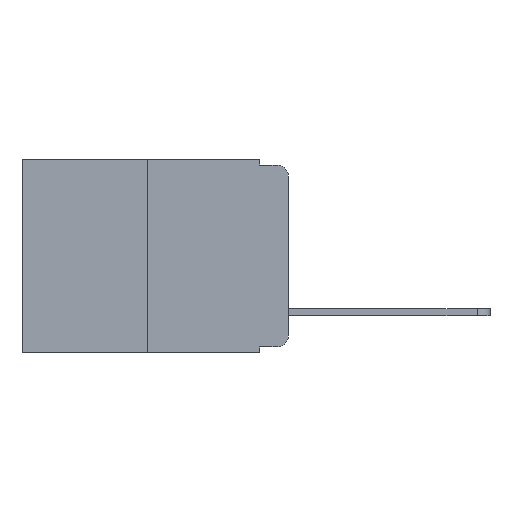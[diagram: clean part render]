
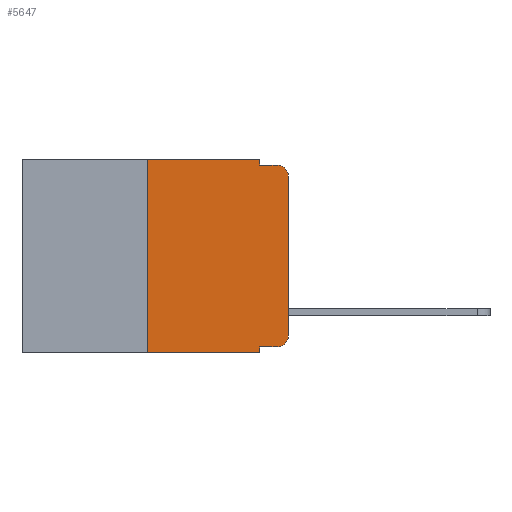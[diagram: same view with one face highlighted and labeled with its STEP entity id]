
A CAD part, left-side view. The second image highlights one B-rep face of the part: STEP entity #5647.
In plain terms, the highlighted planar face has unit normal (-1, 0, 0).
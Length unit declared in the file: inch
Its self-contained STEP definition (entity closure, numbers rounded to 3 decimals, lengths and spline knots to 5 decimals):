
#402 = CARTESIAN_POINT ( 'NONE',  ( 0., 0.02, -0.313 ) ) ;
#504 = ORIENTED_EDGE ( 'NONE', *, *, #7475, .T. ) ;
#555 = ORIENTED_EDGE ( 'NONE', *, *, #9159, .T. ) ;
#1181 = VERTEX_POINT ( 'NONE', #11028 ) ;
#1278 = VECTOR ( 'NONE', #7429, 39.37008 ) ;
#1315 = ORIENTED_EDGE ( 'NONE', *, *, #7492, .F. ) ;
#1338 = LINE ( 'NONE', #4448, #10480 ) ;
#1356 = VERTEX_POINT ( 'NONE', #5903 ) ;
#1448 = CARTESIAN_POINT ( 'NONE',  ( 0., 0.473, 0. ) ) ;
#1484 = VERTEX_POINT ( 'NONE', #11755 ) ;
#1701 = VECTOR ( 'NONE', #12838, 39.37008 ) ;
#1788 = DIRECTION ( 'NONE',  ( 0., 0., -1. ) ) ;
#1827 = ORIENTED_EDGE ( 'NONE', *, *, #7473, .F. ) ;
#2062 = DIRECTION ( 'NONE',  ( -1., 0., 0. ) ) ;
#2308 = VERTEX_POINT ( 'NONE', #5558 ) ;
#2598 = FACE_OUTER_BOUND ( 'NONE', #12878, .T. ) ;
#2603 = VERTEX_POINT ( 'NONE', #7020 ) ;
#2807 = ORIENTED_EDGE ( 'NONE', *, *, #7385, .T. ) ;
#2866 = DIRECTION ( 'NONE',  ( 0., -1., 0. ) ) ;
#2923 = CIRCLE ( 'NONE', #12529, 0.02 ) ;
#2953 = ORIENTED_EDGE ( 'NONE', *, *, #7037, .F. ) ;
#3217 = DIRECTION ( 'NONE',  ( 0., 0., 1. ) ) ;
#3684 = LINE ( 'NONE', #1448, #9956 ) ;
#3720 = ORIENTED_EDGE ( 'NONE', *, *, #7069, .T. ) ;
#3758 = ORIENTED_EDGE ( 'NONE', *, *, #9115, .T. ) ;
#3920 = CIRCLE ( 'NONE', #13042, 0.02 ) ;
#4050 = DIRECTION ( 'NONE',  ( 0., 0., -1. ) ) ;
#4239 = LINE ( 'NONE', #6285, #1278 ) ;
#4349 = VERTEX_POINT ( 'NONE', #6474 ) ;
#4448 = CARTESIAN_POINT ( 'NONE',  ( 0., 0., 0. ) ) ;
#5558 = CARTESIAN_POINT ( 'NONE',  ( 0., 0.02, -0.333 ) ) ;
#5606 = CARTESIAN_POINT ( 'NONE',  ( 0., 0.051, -0.343 ) ) ;
#5647 = ADVANCED_FACE ( 'NONE', ( #2598 ), #7603, .F. ) ;
#5903 = CARTESIAN_POINT ( 'NONE',  ( 0., 0., -0.03 ) ) ;
#6131 = LINE ( 'NONE', #14077, #8559 ) ;
#6140 = VECTOR ( 'NONE', #10966, 39.37008 ) ;
#6285 = CARTESIAN_POINT ( 'NONE',  ( 0., 0.051, -0.01 ) ) ;
#6406 = CARTESIAN_POINT ( 'NONE',  ( 0., 0.473, 0. ) ) ;
#6462 = VERTEX_POINT ( 'NONE', #9728 ) ;
#6474 = CARTESIAN_POINT ( 'NONE',  ( 0., 0.051, 0. ) ) ;
#7020 = CARTESIAN_POINT ( 'NONE',  ( 0., 0.051, -0.333 ) ) ;
#7037 = EDGE_CURVE ( 'NONE', #6462, #4349, #3684, .T. ) ;
#7069 = EDGE_CURVE ( 'NONE', #7233, #12419, #6131, .T. ) ;
#7233 = VERTEX_POINT ( 'NONE', #12461 ) ;
#7385 = EDGE_CURVE ( 'NONE', #2603, #2308, #8183, .T. ) ;
#7425 = EDGE_CURVE ( 'NONE', #10535, #1484, #4239, .T. ) ;
#7429 = DIRECTION ( 'NONE',  ( 0., -1., 0. ) ) ;
#7431 = EDGE_CURVE ( 'NONE', #4349, #10535, #13215, .T. ) ;
#7473 = EDGE_CURVE ( 'NONE', #7233, #6462, #9281, .T. ) ;
#7475 = EDGE_CURVE ( 'NONE', #2308, #1181, #2923, .T. ) ;
#7492 = EDGE_CURVE ( 'NONE', #2603, #12419, #8918, .T. ) ;
#7603 = PLANE ( 'NONE',  #14520 ) ;
#8183 = LINE ( 'NONE', #11815, #1701 ) ;
#8559 = VECTOR ( 'NONE', #2866, 39.37008 ) ;
#8918 = LINE ( 'NONE', #11200, #11803 ) ;
#9015 = DIRECTION ( 'NONE',  ( -1., 0., 0. ) ) ;
#9115 = EDGE_CURVE ( 'NONE', #1181, #1356, #1338, .T. ) ;
#9159 = EDGE_CURVE ( 'NONE', #1356, #1484, #3920, .T. ) ;
#9261 = CARTESIAN_POINT ( 'NONE',  ( 0., 0.02, -0.03 ) ) ;
#9281 = LINE ( 'NONE', #14024, #6140 ) ;
#9728 = CARTESIAN_POINT ( 'NONE',  ( 0., 0.25, 0. ) ) ;
#9893 = DIRECTION ( 'NONE',  ( 0., 0., -1. ) ) ;
#9956 = VECTOR ( 'NONE', #12015, 39.37008 ) ;
#10334 = DIRECTION ( 'NONE',  ( 0., 0., -1. ) ) ;
#10480 = VECTOR ( 'NONE', #3217, 39.37008 ) ;
#10535 = VERTEX_POINT ( 'NONE', #13568 ) ;
#10966 = DIRECTION ( 'NONE',  ( 0., 0., 1. ) ) ;
#10986 = DIRECTION ( 'NONE',  ( 1., 0., 0. ) ) ;
#11010 = ORIENTED_EDGE ( 'NONE', *, *, #7431, .F. ) ;
#11028 = CARTESIAN_POINT ( 'NONE',  ( 0., 0., -0.313 ) ) ;
#11200 = CARTESIAN_POINT ( 'NONE',  ( 0., 0.051, 0. ) ) ;
#11755 = CARTESIAN_POINT ( 'NONE',  ( 0., 0.02, -0.01 ) ) ;
#11803 = VECTOR ( 'NONE', #9893, 39.37008 ) ;
#11815 = CARTESIAN_POINT ( 'NONE',  ( 0., 0.051, -0.333 ) ) ;
#11951 = DIRECTION ( 'NONE',  ( 0., 0., -1. ) ) ;
#12015 = DIRECTION ( 'NONE',  ( 0., -1., 0. ) ) ;
#12115 = ORIENTED_EDGE ( 'NONE', *, *, #7425, .F. ) ;
#12419 = VERTEX_POINT ( 'NONE', #5606 ) ;
#12461 = CARTESIAN_POINT ( 'NONE',  ( 0., 0.25, -0.343 ) ) ;
#12529 = AXIS2_PLACEMENT_3D ( 'NONE', #402, #9015, #1788 ) ;
#12596 = VECTOR ( 'NONE', #11951, 39.37008 ) ;
#12838 = DIRECTION ( 'NONE',  ( 0., -1., 0. ) ) ;
#12878 = EDGE_LOOP ( 'NONE', ( #3758, #555, #12115, #11010, #2953, #1827, #3720, #1315, #2807, #504 ) ) ;
#13042 = AXIS2_PLACEMENT_3D ( 'NONE', #9261, #2062, #10334 ) ;
#13215 = LINE ( 'NONE', #13941, #12596 ) ;
#13568 = CARTESIAN_POINT ( 'NONE',  ( 0., 0.051, -0.01 ) ) ;
#13941 = CARTESIAN_POINT ( 'NONE',  ( 0., 0.051, 0. ) ) ;
#14024 = CARTESIAN_POINT ( 'NONE',  ( 0., 0.25, 0. ) ) ;
#14077 = CARTESIAN_POINT ( 'NONE',  ( 0., 0.473, -0.343 ) ) ;
#14520 = AXIS2_PLACEMENT_3D ( 'NONE', #6406, #10986, #4050 ) ;
